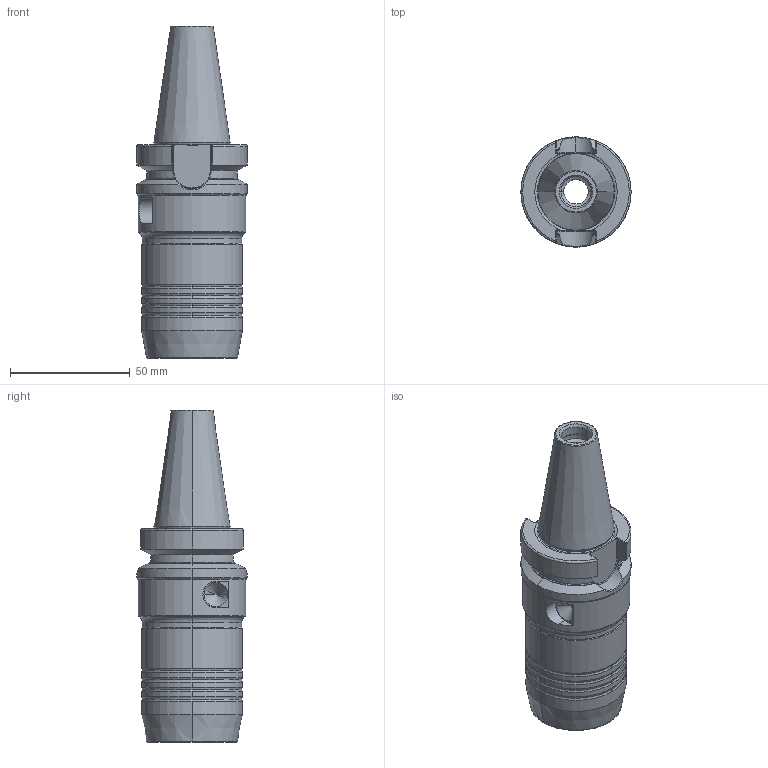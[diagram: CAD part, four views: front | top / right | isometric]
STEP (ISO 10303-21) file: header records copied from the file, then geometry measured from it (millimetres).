
FILE_DESCRIPTION (( 'STEP AP214' ), '1' );
FILE_NAME ('77DC.303.020 x=90_step.STEP', '2022-05-03T06:04:19', ( '' ), ( '' ), 'SwSTEP 2.0', 'SolidWorks 2018', '' );
FILE_SCHEMA (( 'AUTOMOTIVE_DESIGN' ));
Length unit declared in the file: millimetre
Products named in the file (1): 77DC.303.020 x=90_step
Bounding box: 45.96 x 45.96 x 138.4 mm (x, y, z)
Volume: 124445.1 mm3; surface area: 25007.4 mm2
Topology: 1 solids, 1 shells, 148 faces, 358 edges, 213 vertices
Faces by surface type: torus 44, cylinder 40, cone 32, plane 26, bspline 6
Entity records: 6003 total; most frequent: CARTESIAN_POINT 2269, DIRECTION 776, ORIENTED_EDGE 712, EDGE_CURVE 356, AXIS2_PLACEMENT_3D 337, VERTEX_POINT 213, CIRCLE 194, EDGE_LOOP 153
